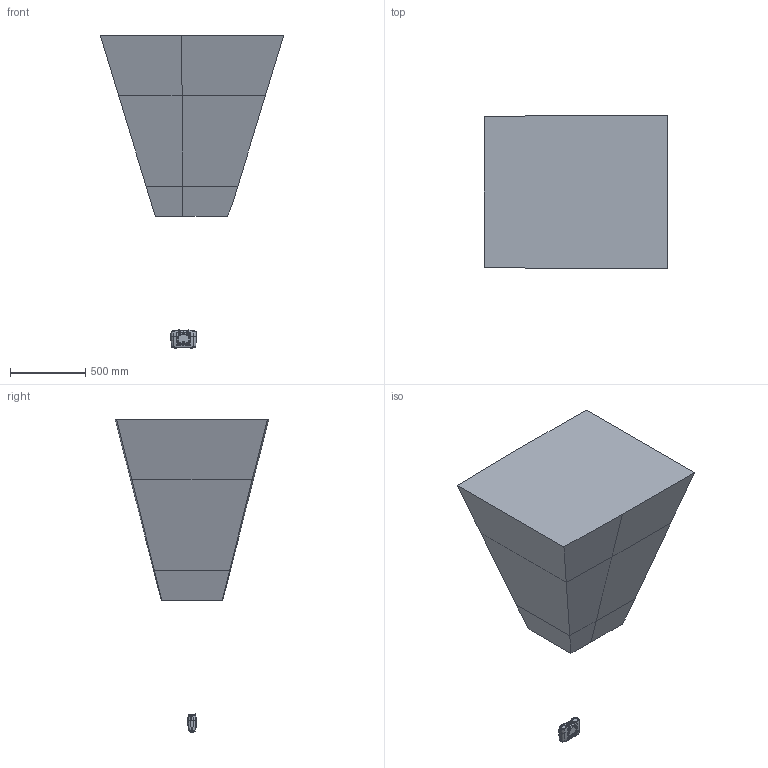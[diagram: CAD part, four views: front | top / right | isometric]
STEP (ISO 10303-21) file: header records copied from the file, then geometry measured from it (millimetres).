
FILE_DESCRIPTION (( 'STEP AP203' ), '1' );
FILE_NAME ('Zivid Two Plus M130.STEP', '2023-05-09T11:13:52', ( '' ), ( '' ), 'SwSTEP 2.0', 'SolidWorks 2021', '' );
FILE_SCHEMA (( 'CONFIG_CONTROL_DESIGN' ));
Products named in the file (3): Ronyx FOV; Zivid Two Plus M130; Zivid Two Plus Web
Assembly tree (2 placements, depth 2):
  Zivid Two Plus M130
    Zivid Two Plus Web
    Ronyx FOV
Bounding box: 1219.49 x 1020.33 x 2078.6 mm (x, y, z)
Volume: 774092370.6 mm3; surface area: 7612448.5 mm2
Topology: 5 solids, 5 shells, 3284 faces, 7962 edges, 4636 vertices
Faces by surface type: bspline 2869, plane 154, cylinder 89, torus 80, cone 70, sphere 22
Entity records: 515216 total; most frequent: CARTESIAN_POINT 462117, ORIENTED_EDGE 15790, EDGE_CURVE 7895, B_SPLINE_CURVE_WITH_KNOTS 6795, VERTEX_POINT 4633, EDGE_LOOP 3296, ADVANCED_FACE 3284, FACE_OUTER_BOUND 3284
